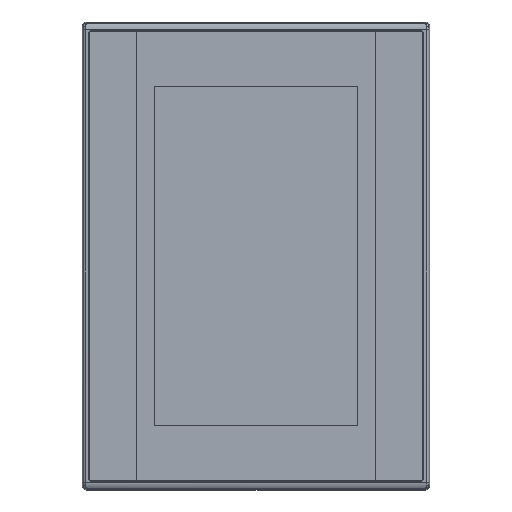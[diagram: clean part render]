
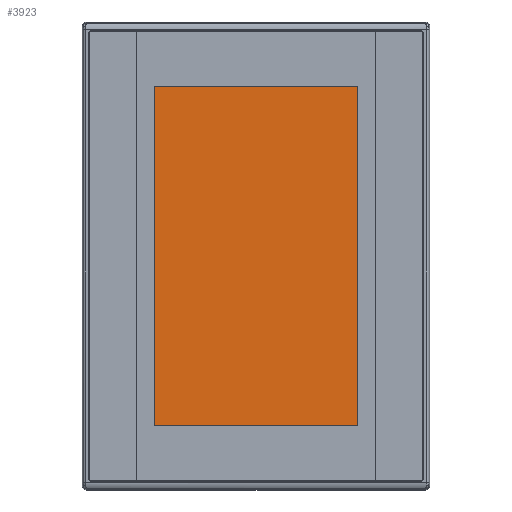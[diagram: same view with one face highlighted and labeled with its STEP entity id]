
A CAD part, top view. The second image highlights one B-rep face of the part: STEP entity #3923.
In plain terms, the highlighted planar face has unit normal (0, 0, 1).
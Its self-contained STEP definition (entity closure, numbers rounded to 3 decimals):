
#3923=ADVANCED_FACE('',(#11196),#8105,.F.);
#8105=PLANE('',#81384);
#11196=FACE_OUTER_BOUND('',#15161,.T.);
#15161=EDGE_LOOP('',(#37305,#37306,#37307,#37308));
#19780=LINE('',#108279,#28503);
#19783=LINE('',#108285,#28506);
#19788=LINE('',#108295,#28511);
#19789=LINE('',#108297,#28512);
#28503=VECTOR('',#87417,1.);
#28506=VECTOR('',#87422,1.);
#28511=VECTOR('',#87431,1.);
#28512=VECTOR('',#87432,1.);
#37305=ORIENTED_EDGE('',*,*,#68592,.F.);
#37306=ORIENTED_EDGE('',*,*,#68595,.F.);
#37307=ORIENTED_EDGE('',*,*,#68600,.F.);
#37308=ORIENTED_EDGE('',*,*,#68601,.F.);
#60727=VERTEX_POINT('',#108277);
#60729=VERTEX_POINT('',#108280);
#60731=VERTEX_POINT('',#108286);
#60734=VERTEX_POINT('',#108296);
#68592=EDGE_CURVE('',#60727,#60729,#19780,.T.);
#68595=EDGE_CURVE('',#60731,#60727,#19783,.T.);
#68600=EDGE_CURVE('',#60734,#60731,#19788,.T.);
#68601=EDGE_CURVE('',#60729,#60734,#19789,.T.);
#81384=AXIS2_PLACEMENT_3D('',#108298,#87433,#87434);
#87417=DIRECTION('',(-1.,0.,0.));
#87422=DIRECTION('',(0.,-1.,0.));
#87431=DIRECTION('',(1.,0.,0.));
#87432=DIRECTION('',(0.,1.,0.));
#87433=DIRECTION('',(0.,0.,-1.));
#87434=DIRECTION('',(-1.,0.,0.));
#108277=CARTESIAN_POINT('',(45.72,-76.2,5.928));
#108279=CARTESIAN_POINT('',(75.081,-76.2,5.928));
#108280=CARTESIAN_POINT('',(-45.72,-76.2,5.928));
#108285=CARTESIAN_POINT('',(45.72,101.211,5.928));
#108286=CARTESIAN_POINT('',(45.72,76.2,5.928));
#108295=CARTESIAN_POINT('',(75.081,76.2,5.928));
#108296=CARTESIAN_POINT('',(-45.72,76.2,5.928));
#108297=CARTESIAN_POINT('',(-45.72,101.211,5.928));
#108298=CARTESIAN_POINT('',(75.081,101.211,5.928));
